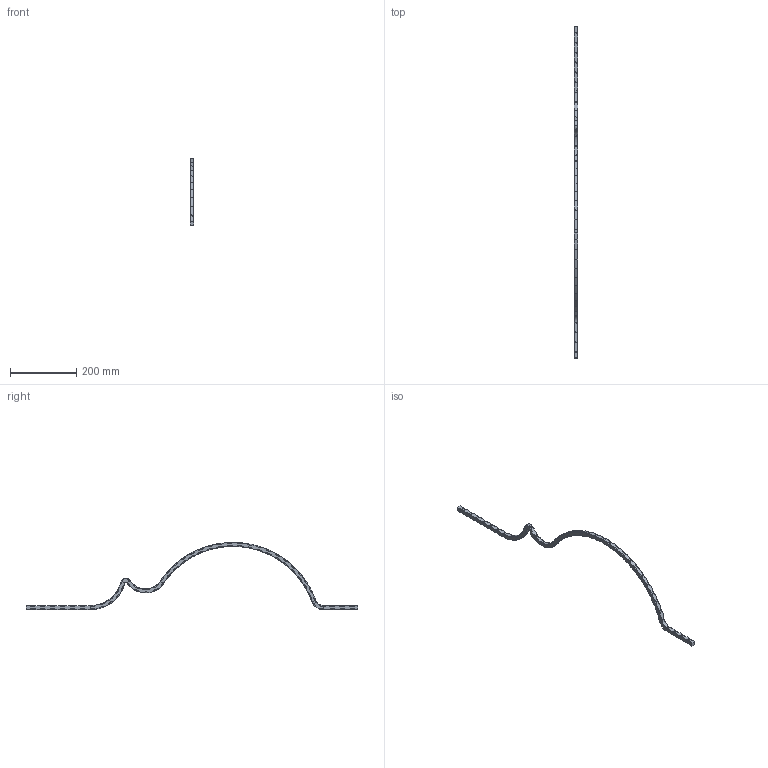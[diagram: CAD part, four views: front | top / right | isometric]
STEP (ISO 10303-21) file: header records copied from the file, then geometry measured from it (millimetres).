
FILE_DESCRIPTION (( 'STEP AP203' ), '1' );
FILE_NAME ('1731.step', '2019-09-06T08:05:04', ( '' ), ( '' ), 'SwSTEP 2.0', 'SolidWorks 2015', '' );
FILE_SCHEMA (( 'CONFIG_CONTROL_DESIGN' ));
Products named in the file (1): 1731
Bounding box: 12 x 1000 x 202 mm (x, y, z)
Volume: 157573.2 mm3; surface area: 54144.7 mm2
Topology: 1 solids, 1 shells, 1247 faces, 2632 edges, 1379 vertices
Faces by surface type: bspline 460, sphere 420, torus 279, cylinder 68, plane 20
Entity records: 96779 total; most frequent: CARTESIAN_POINT 72921, ORIENTED_EDGE 5248, DIRECTION 4838, EDGE_CURVE 2624, AXIS2_PLACEMENT_3D 2352, CIRCLE 1564, VERTEX_POINT 1379, ADVANCED_FACE 1247
